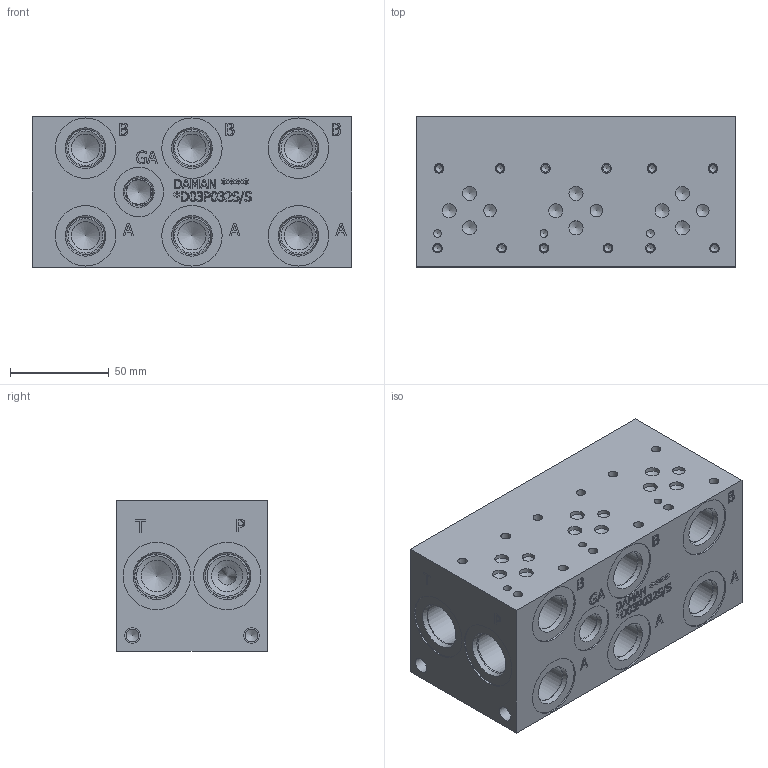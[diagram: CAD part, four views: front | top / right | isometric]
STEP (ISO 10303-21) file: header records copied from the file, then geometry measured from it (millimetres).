
FILE_DESCRIPTION(/* description */ (''),/* implementation_level */ '2;1');
FILE_NAME(/* name */ '_D03P032S_S.stp',/* time_stamp */ '2022-10-17T11:38:59-04:00',/* author */ ('bobbyh'),/* organization */ (''),/* preprocessor_version */ 'ST-DEVELOPER v18',/* originating_system */ 'Autodesk Inventor 2020',/* authorisation */ '');
FILE_SCHEMA (('AUTOMOTIVE_DESIGN { 1 0 10303 214 3 1 1 }'));
Length unit declared in the file: millimetre
Products named in the file (1): Part_AD03P032S_S_3D
Bounding box: 161.93 x 76.2 x 76.2 mm (x, y, z)
Volume: 836643.8 mm3; surface area: 85394.6 mm2
Topology: 1 solids, 1 shells, 793 faces, 2165 edges, 1466 vertices
Faces by surface type: plane 400, bspline 201, cylinder 111, cone 81
Full cylindrical faces by diameter (mm): 3.785 x12, 3.962 x3, 4.826 x12, 6.35 x3, 6.528 x4, 7.137 x9, 7.925 x4, 12.294 x1, 12.9 x1, 13.487 x1, 14.275 x1, 14.3 x6, 14.529 x1, 15.875 x4, 17.45 x1, 17.501 x6, 18.542 x1, 19.05 x6, 19.253 x6, 19.99 x1, 20.447 x4, 20.625 x1, 21.819 x1, 22.225 x3, 22.23 x1, 22.555 x4, 23.901 x3, 25.019 x1, 30.632 x6, 34.138 x4
Entity records: 26602 total; most frequent: CARTESIAN_POINT 6995, ORIENTED_EDGE 4244, DIRECTION 3315, EDGE_CURVE 2122, VERTEX_POINT 1466, LINE 1311, VECTOR 1311, AXIS2_PLACEMENT_3D 1002
